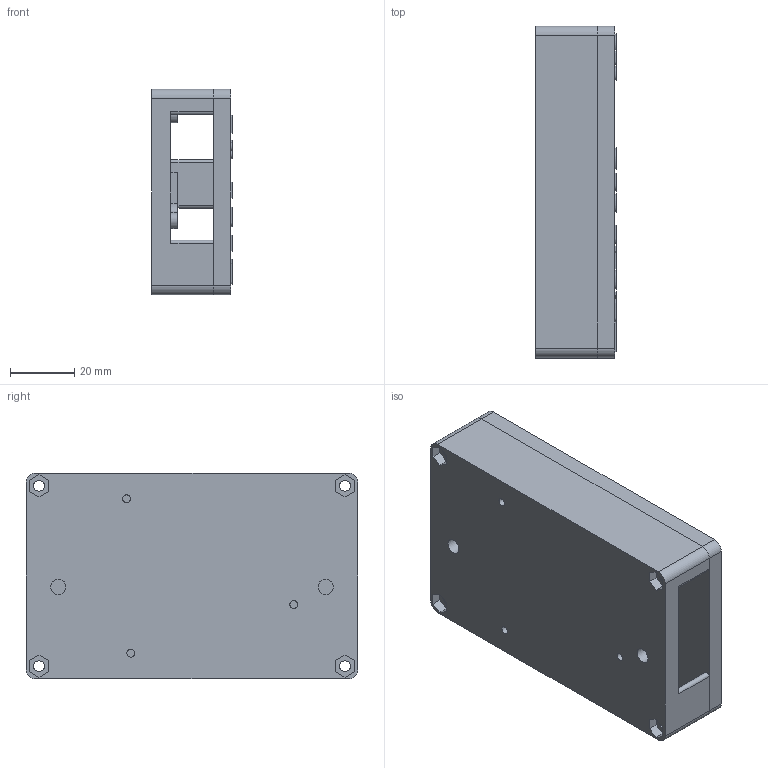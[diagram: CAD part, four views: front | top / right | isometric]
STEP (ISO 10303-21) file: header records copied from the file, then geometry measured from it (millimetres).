
FILE_DESCRIPTION(/* description */ (''),/* implementation_level */ '2;1');
FILE_NAME(/* name */ 'GpsModuleMount.step',/* time_stamp */ '2026-01-02T15:13:04+01:00',/* author */ (''),/* organization */ (''),/* preprocessor_version */ 'ST-DEVELOPER v20.1',/* originating_system */ 'Autodesk Translation Framework v14.21.0.0',/* authorisation */ '');
FILE_SCHEMA (('AUTOMOTIVE_DESIGN { 1 0 10303 214 3 1 1 }'));
Length unit declared in the file: millimetre
Products named in the file (2): gps_mount; deckel
Assembly tree (1 placements, depth 2):
  gps_mount
    deckel
Bounding box: 25.2 x 103.4 x 64.2 mm (x, y, z)
Volume: 76655.4 mm3; surface area: 37569 mm2
Topology: 2 solids, 2 shells, 839 faces, 2331 edges, 1554 vertices
Faces by surface type: bspline 409, plane 382, cylinder 48
Full cylindrical faces by diameter (mm): 2.4 x3, 3.4 x8, 4.8 x2, 5 x2, 10 x2
Entity records: 30568 total; most frequent: CARTESIAN_POINT 11680, ORIENTED_EDGE 4662, DIRECTION 2475, EDGE_CURVE 2331, VERTEX_POINT 1554, LINE 1417, VECTOR 1417, EDGE_LOOP 925
